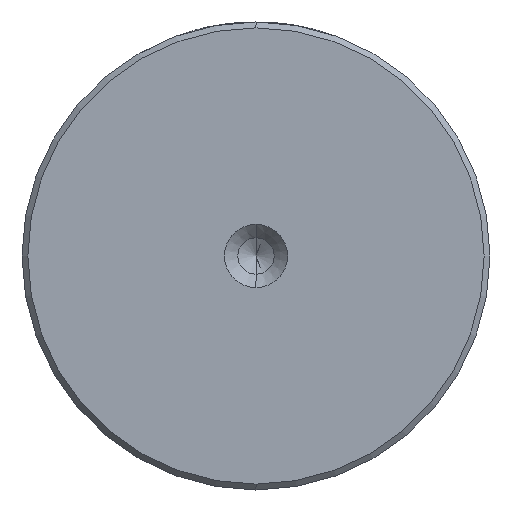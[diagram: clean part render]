
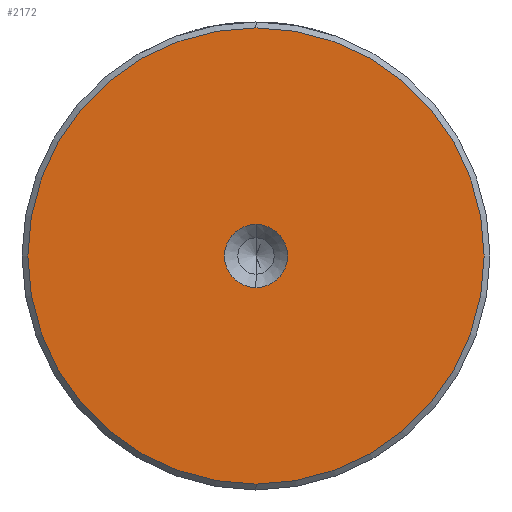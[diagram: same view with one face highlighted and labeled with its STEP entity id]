
A CAD part, left-side view. The second image highlights one B-rep face of the part: STEP entity #2172.
In plain terms, the highlighted planar face has unit normal (-1, 0, 0).
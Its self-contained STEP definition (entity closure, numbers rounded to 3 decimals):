
#57 = AXIS2_PLACEMENT_3D ( 'NONE', #985, #1247, #480 ) ;
#99 = AXIS2_PLACEMENT_3D ( 'NONE', #965, #2775, #1230 ) ;
#100 = EDGE_CURVE ( 'NONE', #1443, #2232, #3168, .T. ) ;
#150 = CIRCLE ( 'NONE', #99, 2.7 ) ;
#181 = CARTESIAN_POINT ( 'NONE',  ( 0., 0., -2.7 ) ) ;
#305 = AXIS2_PLACEMENT_3D ( 'NONE', #2021, #1240, #3040 ) ;
#480 = DIRECTION ( 'NONE',  ( 0., 0., 1. ) ) ;
#692 = CARTESIAN_POINT ( 'NONE',  ( 0., 0., 0. ) ) ;
#886 = CARTESIAN_POINT ( 'NONE',  ( 0., 0., 0. ) ) ;
#952 = DIRECTION ( 'NONE',  ( 0., 0., 1. ) ) ;
#954 = ORIENTED_EDGE ( 'NONE', *, *, #1385, .F. ) ;
#965 = CARTESIAN_POINT ( 'NONE',  ( 0., 0., 0. ) ) ;
#980 = PLANE ( 'NONE',  #305 ) ;
#985 = CARTESIAN_POINT ( 'NONE',  ( 0., 0., 0. ) ) ;
#1122 = ORIENTED_EDGE ( 'NONE', *, *, #100, .T. ) ;
#1150 = DIRECTION ( 'NONE',  ( 0., 0., 1. ) ) ;
#1157 = CIRCLE ( 'NONE', #2889, 2.7 ) ;
#1230 = DIRECTION ( 'NONE',  ( 0., 0., 1. ) ) ;
#1240 = DIRECTION ( 'NONE',  ( -1., 0., 0. ) ) ;
#1247 = DIRECTION ( 'NONE',  ( -1., 0., 0. ) ) ;
#1385 = EDGE_CURVE ( 'NONE', #1996, #2157, #150, .T. ) ;
#1443 = VERTEX_POINT ( 'NONE', #1793 ) ;
#1466 = CIRCLE ( 'NONE', #3010, 19.5 ) ;
#1556 = ORIENTED_EDGE ( 'NONE', *, *, #2498, .T. ) ;
#1685 = FACE_BOUND ( 'NONE', #1969, .T. ) ;
#1720 = EDGE_LOOP ( 'NONE', ( #1556, #1122 ) ) ;
#1781 = ORIENTED_EDGE ( 'NONE', *, *, #3121, .F. ) ;
#1793 = CARTESIAN_POINT ( 'NONE',  ( 0., 0., 19.5 ) ) ;
#1969 = EDGE_LOOP ( 'NONE', ( #954, #1781 ) ) ;
#1996 = VERTEX_POINT ( 'NONE', #3123 ) ;
#2021 = CARTESIAN_POINT ( 'NONE',  ( 0., 0., 0. ) ) ;
#2157 = VERTEX_POINT ( 'NONE', #181 ) ;
#2172 = ADVANCED_FACE ( 'NONE', ( #2954, #1685 ), #980, .T. ) ;
#2232 = VERTEX_POINT ( 'NONE', #3322 ) ;
#2498 = EDGE_CURVE ( 'NONE', #2232, #1443, #1466, .T. ) ;
#2517 = DIRECTION ( 'NONE',  ( -1., 0., 0. ) ) ;
#2705 = DIRECTION ( 'NONE',  ( -1., 0., 0. ) ) ;
#2775 = DIRECTION ( 'NONE',  ( -1., 0., 0. ) ) ;
#2889 = AXIS2_PLACEMENT_3D ( 'NONE', #692, #2517, #952 ) ;
#2954 = FACE_OUTER_BOUND ( 'NONE', #1720, .T. ) ;
#3010 = AXIS2_PLACEMENT_3D ( 'NONE', #886, #2705, #1150 ) ;
#3040 = DIRECTION ( 'NONE',  ( 0., 0., 1. ) ) ;
#3121 = EDGE_CURVE ( 'NONE', #2157, #1996, #1157, .T. ) ;
#3123 = CARTESIAN_POINT ( 'NONE',  ( 0., 0., 2.7 ) ) ;
#3168 = CIRCLE ( 'NONE', #57, 19.5 ) ;
#3322 = CARTESIAN_POINT ( 'NONE',  ( 0., 0., -19.5 ) ) ;
